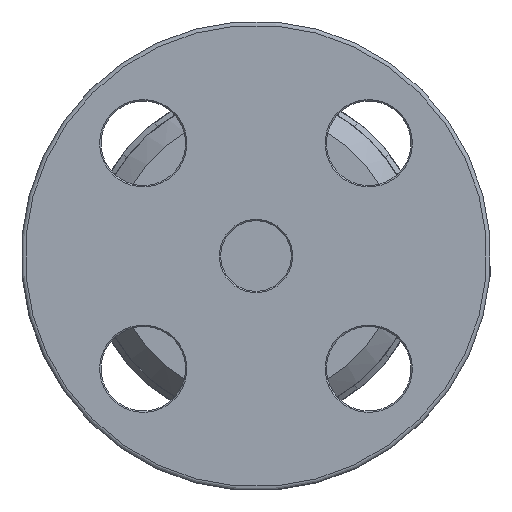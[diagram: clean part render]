
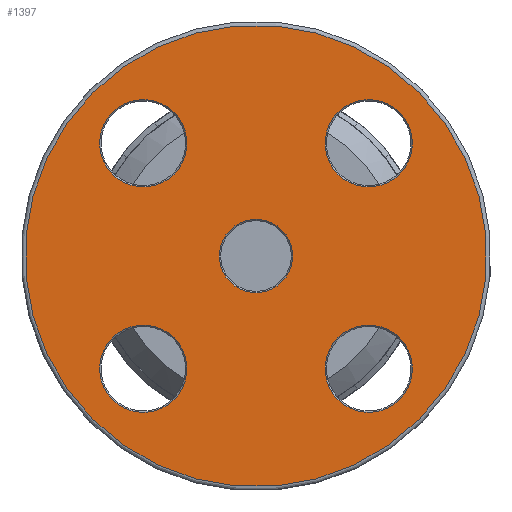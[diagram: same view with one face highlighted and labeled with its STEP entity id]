
A CAD part, front view. The second image highlights one B-rep face of the part: STEP entity #1397.
In plain terms, the highlighted planar face has unit normal (0, -1, 0).
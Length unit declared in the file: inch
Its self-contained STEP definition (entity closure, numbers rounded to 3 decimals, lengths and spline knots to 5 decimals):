
#1291=CARTESIAN_POINT('',(-1.21622,-3.375,-1.21622));
#1292=VERTEX_POINT('',#1291);
#1293=CARTESIAN_POINT('',(0.,-3.375,0.));
#1294=DIRECTION('',(0.,1.,0.));
#1295=DIRECTION('',(0.707,0.,0.707));
#1296=AXIS2_PLACEMENT_3D('',#1293,#1294,#1295);
#1297=CIRCLE('',#1296,1.72);
#1298=EDGE_CURVE('',#1292,#1292,#1297,.T.);
#1334=CARTESIAN_POINT('',(-0.7117,-3.375,-0.7117));
#1335=DIRECTION('',(0.0,-1.0,0.0));
#1336=DIRECTION('',(-0.707,0.0,0.707));
#1337=AXIS2_PLACEMENT_3D('',#1334,#1335,#1336);
#1338=PLANE('',#1337);
#1339=ORIENTED_EDGE('',*,*,#1298,.F.);
#1340=EDGE_LOOP('',(#1339));
#1341=FACE_OUTER_BOUND('',#1340,.T.);
#1342=CARTESIAN_POINT('',(-1.0695,-3.375,0.60988));
#1343=VERTEX_POINT('',#1342);
#1344=CARTESIAN_POINT('',(-0.83969,-3.375,0.83969));
#1345=DIRECTION('',(0.,-1.0,0.));
#1346=DIRECTION('',(0.707,0.,0.707));
#1347=AXIS2_PLACEMENT_3D('',#1344,#1345,#1346);
#1348=CIRCLE('',#1347,0.325);
#1349=EDGE_CURVE('',#1343,#1343,#1348,.T.);
#1350=ORIENTED_EDGE('',*,*,#1349,.F.);
#1351=EDGE_LOOP('',(#1350));
#1352=FACE_BOUND('',#1351,.T.);
#1353=CARTESIAN_POINT('',(0.60988,-3.375,1.0695));
#1354=VERTEX_POINT('',#1353);
#1355=CARTESIAN_POINT('',(0.83969,-3.375,0.83969));
#1356=DIRECTION('',(0.,-1.0,0.));
#1357=DIRECTION('',(0.707,0.,-0.707));
#1358=AXIS2_PLACEMENT_3D('',#1355,#1356,#1357);
#1359=CIRCLE('',#1358,0.325);
#1360=EDGE_CURVE('',#1354,#1354,#1359,.T.);
#1361=ORIENTED_EDGE('',*,*,#1360,.F.);
#1362=EDGE_LOOP('',(#1361));
#1363=FACE_BOUND('',#1362,.T.);
#1364=CARTESIAN_POINT('',(1.0695,-3.375,-0.60988));
#1365=VERTEX_POINT('',#1364);
#1366=CARTESIAN_POINT('',(0.83969,-3.375,-0.83969));
#1367=DIRECTION('',(0.,-1.0,0.));
#1368=DIRECTION('',(-0.707,0.,-0.707));
#1369=AXIS2_PLACEMENT_3D('',#1366,#1367,#1368);
#1370=CIRCLE('',#1369,0.325);
#1371=EDGE_CURVE('',#1365,#1365,#1370,.T.);
#1372=ORIENTED_EDGE('',*,*,#1371,.F.);
#1373=EDGE_LOOP('',(#1372));
#1374=FACE_BOUND('',#1373,.T.);
#1375=CARTESIAN_POINT('',(-0.19304,-3.375,-0.19304));
#1376=VERTEX_POINT('',#1375);
#1377=CARTESIAN_POINT('',(0.,-3.375,0.));
#1378=DIRECTION('',(0.,-1.,0.));
#1379=DIRECTION('',(0.707,0.,0.707));
#1380=AXIS2_PLACEMENT_3D('',#1377,#1378,#1379);
#1381=CIRCLE('',#1380,0.273);
#1382=EDGE_CURVE('',#1376,#1376,#1381,.T.);
#1383=ORIENTED_EDGE('',*,*,#1382,.F.);
#1384=EDGE_LOOP('',(#1383));
#1385=FACE_BOUND('',#1384,.T.);
#1386=CARTESIAN_POINT('',(-0.60988,-3.375,-1.0695));
#1387=VERTEX_POINT('',#1386);
#1388=CARTESIAN_POINT('',(-0.83969,-3.375,-0.83969));
#1389=DIRECTION('',(0.,-1.0,0.));
#1390=DIRECTION('',(-0.707,0.,0.707));
#1391=AXIS2_PLACEMENT_3D('',#1388,#1389,#1390);
#1392=CIRCLE('',#1391,0.325);
#1393=EDGE_CURVE('',#1387,#1387,#1392,.T.);
#1394=ORIENTED_EDGE('',*,*,#1393,.F.);
#1395=EDGE_LOOP('',(#1394));
#1396=FACE_BOUND('',#1395,.T.);
#1397=ADVANCED_FACE('',(#1341,#1352,#1363,#1374,#1385,#1396),#1338,.T.);
